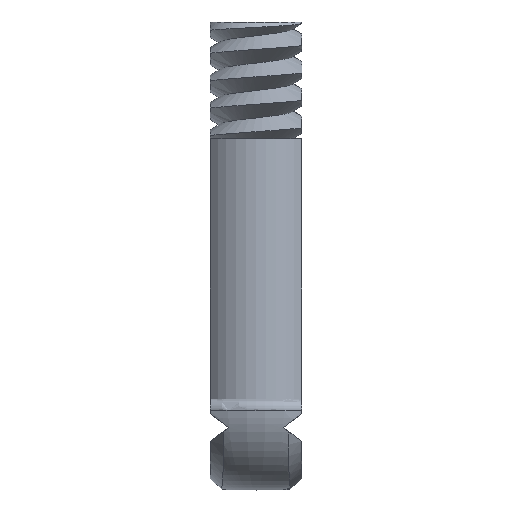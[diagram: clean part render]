
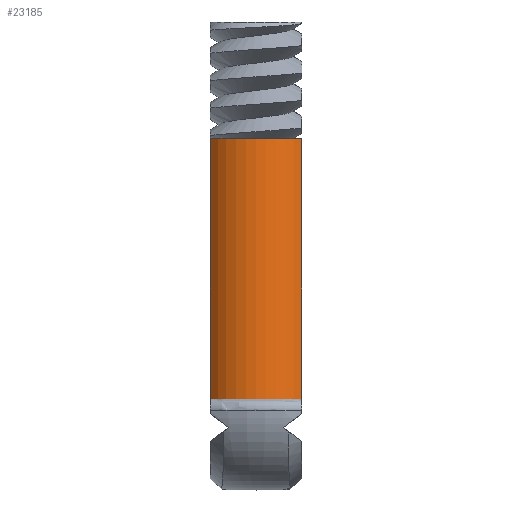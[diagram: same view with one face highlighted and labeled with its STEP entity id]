
A CAD part, left-side view. The second image highlights one B-rep face of the part: STEP entity #23185.
In plain terms, the highlighted cylindrical face has radius 3.35 mm (diameter 6.7 mm), a partial arc.
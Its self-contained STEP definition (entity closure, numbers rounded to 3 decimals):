
#5309 = PLANE('',#5310);
#5310 = AXIS2_PLACEMENT_3D('',#5311,#5312,#5313);
#5311 = CARTESIAN_POINT('',(-12.5,-2.5,200.));
#5312 = DIRECTION('',(0.,1.,0.));
#5313 = DIRECTION('',(-1.,0.,0.));
#6098 = PLANE('',#6099);
#6099 = AXIS2_PLACEMENT_3D('',#6100,#6101,#6102);
#6100 = CARTESIAN_POINT('',(-12.5,2.5,200.));
#6101 = DIRECTION('',(0.,-1.,0.));
#6102 = DIRECTION('',(1.,0.,0.));
#7701 = VERTEX_POINT('',#7702);
#7702 = CARTESIAN_POINT('',(-2.23,-2.5,14.225));
#7718 = PLANE('',#7719);
#7719 = AXIS2_PLACEMENT_3D('',#7720,#7721,#7722);
#7720 = CARTESIAN_POINT('',(0.,0.,
    14.225));
#7721 = DIRECTION('',(0.,0.,-1.));
#7722 = DIRECTION('',(1.,0.,0.));
#7730 = EDGE_CURVE('',#7701,#7731,#7733,.T.);
#7731 = VERTEX_POINT('',#7732);
#7732 = CARTESIAN_POINT('',(-2.23,-2.5,0.));
#7733 = SURFACE_CURVE('',#7734,(#7738,#7745),.PCURVE_S1.);
#7734 = LINE('',#7735,#7736);
#7735 = CARTESIAN_POINT('',(-2.23,-2.5,14.225));
#7736 = VECTOR('',#7737,1.);
#7737 = DIRECTION('',(0.,0.,-1.));
#7738 = PCURVE('',#5309,#7739);
#7739 = DEFINITIONAL_REPRESENTATION('',(#7740),#7744);
#7740 = LINE('',#7741,#7742);
#7741 = CARTESIAN_POINT('',(-10.27,-185.775));
#7742 = VECTOR('',#7743,1.);
#7743 = DIRECTION('',(0.,-1.));
#7744 = ( GEOMETRIC_REPRESENTATION_CONTEXT(2) 
PARAMETRIC_REPRESENTATION_CONTEXT() REPRESENTATION_CONTEXT('2D SPACE',''
  ) );
#7745 = PCURVE('',#7746,#7751);
#7746 = CYLINDRICAL_SURFACE('',#7747,3.35);
#7747 = AXIS2_PLACEMENT_3D('',#7748,#7749,#7750);
#7748 = CARTESIAN_POINT('',(0.,0.,
    14.225));
#7749 = DIRECTION('',(0.,0.,-1.));
#7750 = DIRECTION('',(1.,0.,0.));
#7751 = DEFINITIONAL_REPRESENTATION('',(#7752),#7756);
#7752 = LINE('',#7753,#7754);
#7753 = CARTESIAN_POINT('',(2.299,0.));
#7754 = VECTOR('',#7755,1.);
#7755 = DIRECTION('',(0.,1.));
#7756 = ( GEOMETRIC_REPRESENTATION_CONTEXT(2) 
PARAMETRIC_REPRESENTATION_CONTEXT() REPRESENTATION_CONTEXT('2D SPACE',''
  ) );
#7774 = PLANE('',#7775);
#7775 = AXIS2_PLACEMENT_3D('',#7776,#7777,#7778);
#7776 = CARTESIAN_POINT('',(0.,0.,
    0.));
#7777 = DIRECTION('',(0.,0.,-1.));
#7778 = DIRECTION('',(1.,0.,0.));
#21924 = VERTEX_POINT('',#21925);
#21925 = CARTESIAN_POINT('',(-2.23,2.5,14.225));
#21946 = EDGE_CURVE('',#21924,#21947,#21949,.T.);
#21947 = VERTEX_POINT('',#21948);
#21948 = CARTESIAN_POINT('',(-2.23,2.5,0.));
#21949 = SURFACE_CURVE('',#21950,(#21954,#21961),.PCURVE_S1.);
#21950 = LINE('',#21951,#21952);
#21951 = CARTESIAN_POINT('',(-2.23,2.5,14.225));
#21952 = VECTOR('',#21953,1.);
#21953 = DIRECTION('',(0.,0.,-1.));
#21954 = PCURVE('',#6098,#21955);
#21955 = DEFINITIONAL_REPRESENTATION('',(#21956),#21960);
#21956 = LINE('',#21957,#21958);
#21957 = CARTESIAN_POINT('',(10.27,-185.775));
#21958 = VECTOR('',#21959,1.);
#21959 = DIRECTION('',(0.,-1.));
#21960 = ( GEOMETRIC_REPRESENTATION_CONTEXT(2) 
PARAMETRIC_REPRESENTATION_CONTEXT() REPRESENTATION_CONTEXT('2D SPACE',''
  ) );
#21961 = PCURVE('',#7746,#21962);
#21962 = DEFINITIONAL_REPRESENTATION('',(#21963),#21967);
#21963 = LINE('',#21964,#21965);
#21964 = CARTESIAN_POINT('',(3.984,0.));
#21965 = VECTOR('',#21966,1.);
#21966 = DIRECTION('',(0.,1.));
#21967 = ( GEOMETRIC_REPRESENTATION_CONTEXT(2) 
PARAMETRIC_REPRESENTATION_CONTEXT() REPRESENTATION_CONTEXT('2D SPACE',''
  ) );
#23163 = EDGE_CURVE('',#7701,#21924,#23164,.T.);
#23164 = SURFACE_CURVE('',#23165,(#23170,#23177),.PCURVE_S1.);
#23165 = CIRCLE('',#23166,3.35);
#23166 = AXIS2_PLACEMENT_3D('',#23167,#23168,#23169);
#23167 = CARTESIAN_POINT('',(0.,0.,
    14.225));
#23168 = DIRECTION('',(0.,0.,-1.));
#23169 = DIRECTION('',(1.,0.,0.));
#23170 = PCURVE('',#7718,#23171);
#23171 = DEFINITIONAL_REPRESENTATION('',(#23172),#23176);
#23172 = CIRCLE('',#23173,3.35);
#23173 = AXIS2_PLACEMENT_2D('',#23174,#23175);
#23174 = CARTESIAN_POINT('',(0.,0.));
#23175 = DIRECTION('',(1.,0.));
#23176 = ( GEOMETRIC_REPRESENTATION_CONTEXT(2) 
PARAMETRIC_REPRESENTATION_CONTEXT() REPRESENTATION_CONTEXT('2D SPACE',''
  ) );
#23177 = PCURVE('',#7746,#23178);
#23178 = DEFINITIONAL_REPRESENTATION('',(#23179),#23183);
#23179 = LINE('',#23180,#23181);
#23180 = CARTESIAN_POINT('',(0.,0.));
#23181 = VECTOR('',#23182,1.);
#23182 = DIRECTION('',(1.,0.));
#23183 = ( GEOMETRIC_REPRESENTATION_CONTEXT(2) 
PARAMETRIC_REPRESENTATION_CONTEXT() REPRESENTATION_CONTEXT('2D SPACE',''
  ) );
#23185 = ADVANCED_FACE('',(#23186),#7746,.T.);
#23186 = FACE_BOUND('',#23187,.T.);
#23187 = EDGE_LOOP('',(#23188,#23189,#23190,#23191));
#23188 = ORIENTED_EDGE('',*,*,#7730,.F.);
#23189 = ORIENTED_EDGE('',*,*,#23163,.T.);
#23190 = ORIENTED_EDGE('',*,*,#21946,.T.);
#23191 = ORIENTED_EDGE('',*,*,#23192,.F.);
#23192 = EDGE_CURVE('',#7731,#21947,#23193,.T.);
#23193 = SURFACE_CURVE('',#23194,(#23199,#23206),.PCURVE_S1.);
#23194 = CIRCLE('',#23195,3.35);
#23195 = AXIS2_PLACEMENT_3D('',#23196,#23197,#23198);
#23196 = CARTESIAN_POINT('',(0.,0.,
    0.));
#23197 = DIRECTION('',(0.,0.,-1.));
#23198 = DIRECTION('',(1.,0.,0.));
#23199 = PCURVE('',#7746,#23200);
#23200 = DEFINITIONAL_REPRESENTATION('',(#23201),#23205);
#23201 = LINE('',#23202,#23203);
#23202 = CARTESIAN_POINT('',(0.,14.225));
#23203 = VECTOR('',#23204,1.);
#23204 = DIRECTION('',(1.,0.));
#23205 = ( GEOMETRIC_REPRESENTATION_CONTEXT(2) 
PARAMETRIC_REPRESENTATION_CONTEXT() REPRESENTATION_CONTEXT('2D SPACE',''
  ) );
#23206 = PCURVE('',#7774,#23207);
#23207 = DEFINITIONAL_REPRESENTATION('',(#23208),#23212);
#23208 = CIRCLE('',#23209,3.35);
#23209 = AXIS2_PLACEMENT_2D('',#23210,#23211);
#23210 = CARTESIAN_POINT('',(0.,0.));
#23211 = DIRECTION('',(1.,0.));
#23212 = ( GEOMETRIC_REPRESENTATION_CONTEXT(2) 
PARAMETRIC_REPRESENTATION_CONTEXT() REPRESENTATION_CONTEXT('2D SPACE',''
  ) );
